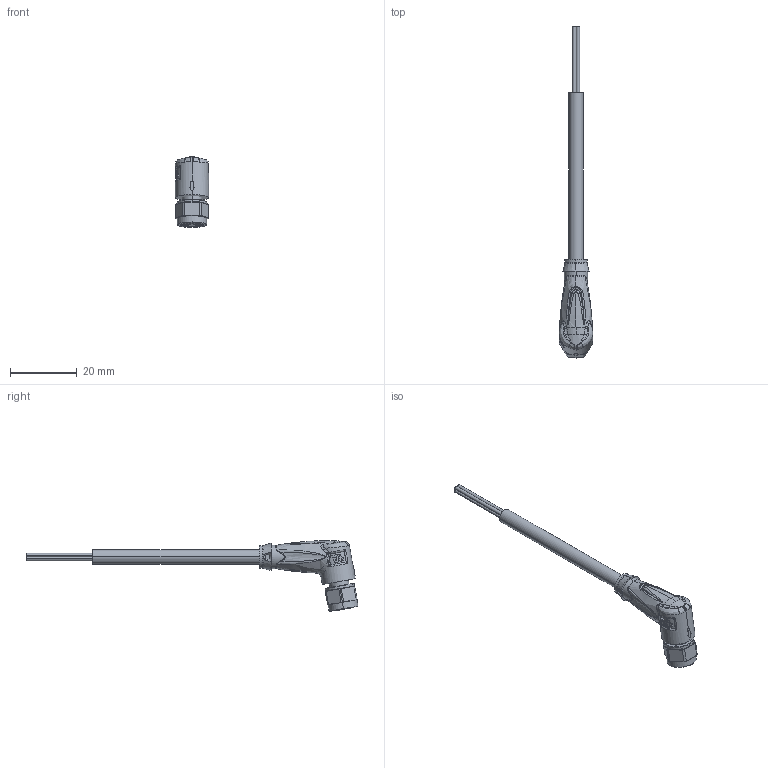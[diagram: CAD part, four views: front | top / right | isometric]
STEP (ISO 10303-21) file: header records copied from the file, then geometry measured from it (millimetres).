
FILE_DESCRIPTION(('STEP AP214'),'1');
FILE_NAME('cctmp_42DA29C8-5FB1-43B8-90C8-0BD753CF8FAB_2022_04_27_10_37_24_0117..stp','2022-04-27T08:37:29',('KiM GmbH'),('CADClick - www.CADClick.com'),'Spatial InterOp 3D postprocessed',' ','unknown authorization');
FILE_SCHEMA(('AUTOMOTIVE_DESIGN'));
Length unit declared in the file: millimetre
Products named in the file (7): T197030_1; Connection2; Cable; Connection1; Connection1_2; Connection1_1; T197030
Assembly tree (6 placements, depth 4):
  T197030
    T197030_1
      Connection2
      Cable
      Connection1
        Connection1_2
        Connection1_1
Bounding box: 10 x 99.56 x 21.21 mm (x, y, z)
Volume: 3130.7 mm3; surface area: 3008.4 mm2
Topology: 9 solids, 9 shells, 641 faces, 1654 edges, 1045 vertices
Faces by surface type: plane 314, bspline 125, cylinder 124, torus 34, cone 32, extrusion 12
Entity records: 66672 total; most frequent: CARTESIAN_POINT 48697, ORIENTED_EDGE 3300, DIRECTION 2690, EDGE_CURVE 1650, VERTEX_POINT 1045, STYLED_ITEM 938, PRESENTATION_STYLE_ASSIGNMENT 938, VECTOR 910
